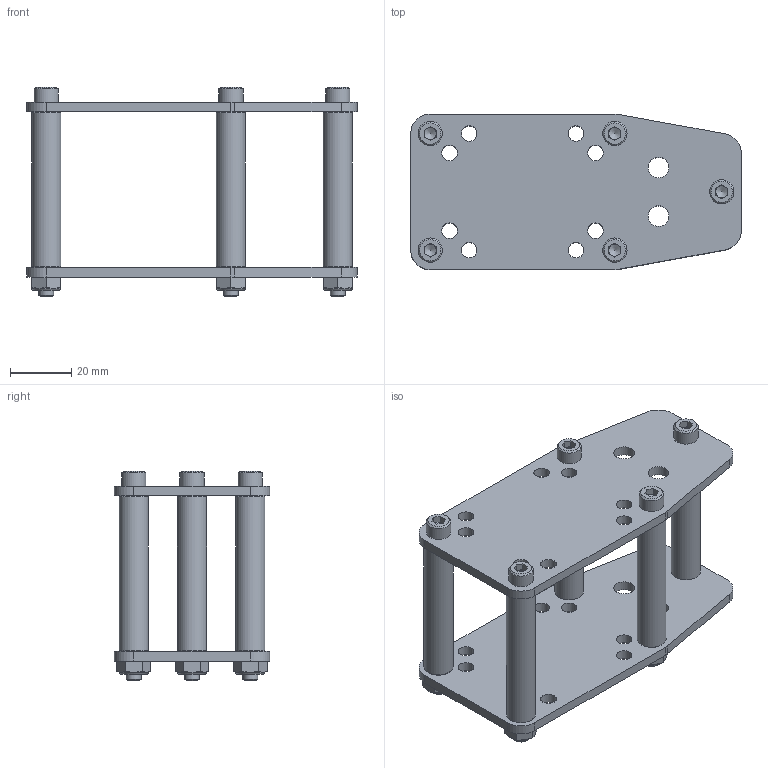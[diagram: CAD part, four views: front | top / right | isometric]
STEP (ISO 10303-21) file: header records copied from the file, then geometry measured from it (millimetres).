
FILE_DESCRIPTION (( 'STEP AP214' ), '1' );
FILE_NAME ('am-4683 Climber in a Box 2IN Bracing Kit.STEP', '2021-12-06T22:35:16', ( '' ), ( '' ), 'SwSTEP 2.0', 'SolidWorks 2021', '' );
FILE_SCHEMA (( 'AUTOMOTIVE_DESIGN' ));
Length unit declared in the file: inch
Products named in the file (5): .201ID x .375OD x 2.000 Aluminum Spacer; am-4683 Climber in a Box 2IN Bracing Kit; 10-32x2500_shcs_HX-SHCS 0.19-32x1.375x1-C; 10-32 Nylock Jam Nut_90633A411; am-4655 Climber In A Box Cross Support Plate
Assembly tree (17 placements, depth 2):
  am-4683 Climber in a Box 2IN Bracing Kit
    am-4655 Climber In A Box Cross Support Plate  x2
    .201ID x .375OD x 2.000 Aluminum Spacer  x5
    10-32 Nylock Jam Nut_90633A411  x5
    10-32x2500_shcs_HX-SHCS 0.19-32x1.375x1-C  x5
Bounding box: 107.95 x 50.8 x 68.33 mm (x, y, z)
Volume: 51541.7 mm3; surface area: 43495 mm2
Topology: 22 solids, 22 shells, 473 faces, 1082 edges, 668 vertices
Faces by surface type: cone 165, plane 161, cylinder 127, torus 20
Full cylindrical faces by diameter (mm): 4.091 x5, 4.178 x15, 4.826 x25, 5.105 x31, 6.08 x5, 6.756 x4, 7.937 x5, 9.525 x5
Entity records: 3876 total; most frequent: CARTESIAN_POINT 1204, DIRECTION 518, ORIENTED_EDGE 404, AXIS2_PLACEMENT_3D 232, EDGE_CURVE 202, EDGE_LOOP 198, VERTEX_POINT 150, FACE_OUTER_BOUND 144
